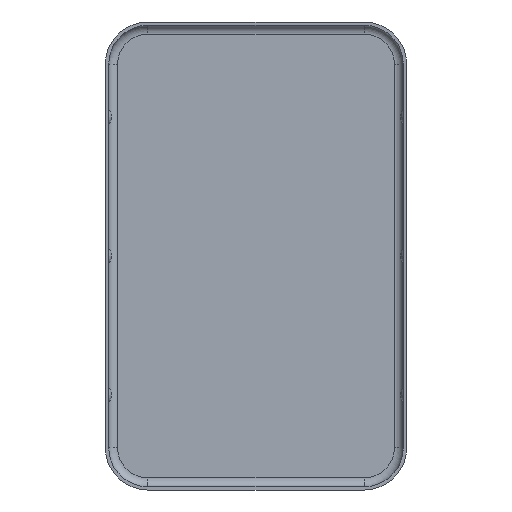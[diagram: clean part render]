
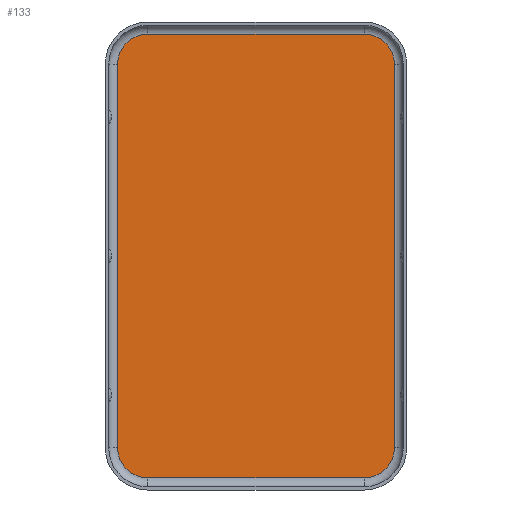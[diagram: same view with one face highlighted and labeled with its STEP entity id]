
A CAD part, front view. The second image highlights one B-rep face of the part: STEP entity #133.
In plain terms, the highlighted planar face has unit normal (0, -1, 0).
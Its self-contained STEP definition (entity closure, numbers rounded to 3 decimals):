
#133 = ADVANCED_FACE( 'NONE', ( #282 ), #283, .T. );
#282 = FACE_OUTER_BOUND( '', #443, .T. );
#283 = PLANE( '', #444 );
#443 = EDGE_LOOP( '', ( #740, #741, #742, #743, #744, #745, #746, #747 ) );
#444 = AXIS2_PLACEMENT_3D( '', #748, #749, #750 );
#740 = ORIENTED_EDGE( '', *, *, #917, .F. );
#741 = ORIENTED_EDGE( '', *, *, #982, .F. );
#742 = ORIENTED_EDGE( '', *, *, #983, .F. );
#743 = ORIENTED_EDGE( '', *, *, #984, .T. );
#744 = ORIENTED_EDGE( '', *, *, #913, .T. );
#745 = ORIENTED_EDGE( '', *, *, #921, .F. );
#746 = ORIENTED_EDGE( '', *, *, #930, .T. );
#747 = ORIENTED_EDGE( '', *, *, #936, .T. );
#748 = CARTESIAN_POINT( '', ( 9.75, 0., -17.25 ) );
#749 = DIRECTION( '', ( 0., -1., 0. ) );
#750 = DIRECTION( '', ( 0., 0., -1. ) );
#913 = EDGE_CURVE( 'NONE', #1083, #1081, #1084, .T. );
#917 = EDGE_CURVE( 'NONE', #1087, #1089, #1090, .T. );
#921 = EDGE_CURVE( 'NONE', #1093, #1081, #1095, .T. );
#930 = EDGE_CURVE( 'NONE', #1093, #1106, #1108, .T. );
#936 = EDGE_CURVE( 'NONE', #1106, #1089, #1115, .T. );
#982 = EDGE_CURVE( 'NONE', #1178, #1087, #1179, .T. );
#983 = EDGE_CURVE( 'NONE', #1180, #1178, #1181, .T. );
#984 = EDGE_CURVE( 'NONE', #1180, #1083, #1182, .T. );
#1081 = VERTEX_POINT( 'NONE', #1293 );
#1083 = VERTEX_POINT( 'NONE', #1295 );
#1084 = LINE( '', #1296, #1297 );
#1087 = VERTEX_POINT( 'NONE', #1300 );
#1089 = VERTEX_POINT( 'NONE', #1302 );
#1090 = LINE( '', #1303, #1304 );
#1093 = VERTEX_POINT( 'NONE', #1307 );
#1095 = CIRCLE( '', #1309, 2.7 );
#1106 = VERTEX_POINT( 'NONE', #1325 );
#1108 = LINE( '', #1327, #1328 );
#1115 = CIRCLE( '', #1336, 2.7 );
#1178 = VERTEX_POINT( 'NONE', #1414 );
#1179 = CIRCLE( '', #1415, 2.7 );
#1180 = VERTEX_POINT( 'NONE', #1416 );
#1181 = LINE( '', #1417, #1418 );
#1182 = CIRCLE( '', #1419, 2.7 );
#1293 = CARTESIAN_POINT( '', ( -9.75, 0., 19.95 ) );
#1295 = CARTESIAN_POINT( '', ( 9.75, 0., 19.95 ) );
#1296 = CARTESIAN_POINT( '', ( 9.75, 0., 19.95 ) );
#1297 = VECTOR( '', #1516, 1000. );
#1300 = CARTESIAN_POINT( '', ( 9.75, 0., -19.95 ) );
#1302 = CARTESIAN_POINT( '', ( -9.75, 0., -19.95 ) );
#1303 = CARTESIAN_POINT( '', ( 9.75, 0., -19.95 ) );
#1304 = VECTOR( '', #1523, 1000. );
#1307 = CARTESIAN_POINT( '', ( -12.45, 0., 17.25 ) );
#1309 = AXIS2_PLACEMENT_3D( '', #1530, #1531, #1532 );
#1325 = CARTESIAN_POINT( '', ( -12.45, 0., -17.25 ) );
#1327 = CARTESIAN_POINT( '', ( -12.45, 0., 0. ) );
#1328 = VECTOR( '', #1541, 1000. );
#1336 = AXIS2_PLACEMENT_3D( '', #1549, #1550, #1551 );
#1414 = CARTESIAN_POINT( '', ( 12.45, 0., -17.25 ) );
#1415 = AXIS2_PLACEMENT_3D( '', #1615, #1616, #1617 );
#1416 = CARTESIAN_POINT( '', ( 12.45, 0., 17.25 ) );
#1417 = CARTESIAN_POINT( '', ( 12.45, 0., 0. ) );
#1418 = VECTOR( '', #1618, 1000. );
#1419 = AXIS2_PLACEMENT_3D( '', #1619, #1620, #1621 );
#1516 = DIRECTION( '', ( -1., 0., 0. ) );
#1523 = DIRECTION( '', ( -1., 0., 0. ) );
#1530 = CARTESIAN_POINT( '', ( -9.75, 0., 17.25 ) );
#1531 = DIRECTION( '', ( 0., 1., 0. ) );
#1532 = DIRECTION( '', ( 0., 0., -1. ) );
#1541 = DIRECTION( '', ( 0., 0., -1. ) );
#1549 = CARTESIAN_POINT( '', ( -9.75, 0., -17.25 ) );
#1550 = DIRECTION( '', ( 0., -1., 0. ) );
#1551 = DIRECTION( '', ( 0., 0., 1. ) );
#1615 = CARTESIAN_POINT( '', ( 9.75, 0., -17.25 ) );
#1616 = DIRECTION( '', ( 0., 1., 0. ) );
#1617 = DIRECTION( '', ( 0., 0., 1. ) );
#1618 = DIRECTION( '', ( 0., 0., -1. ) );
#1619 = CARTESIAN_POINT( '', ( 9.75, 0., 17.25 ) );
#1620 = DIRECTION( '', ( 0., -1., 0. ) );
#1621 = DIRECTION( '', ( 0., 0., -1. ) );
